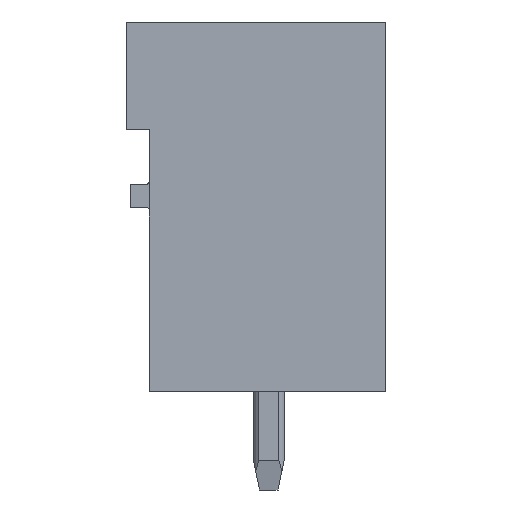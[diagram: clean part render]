
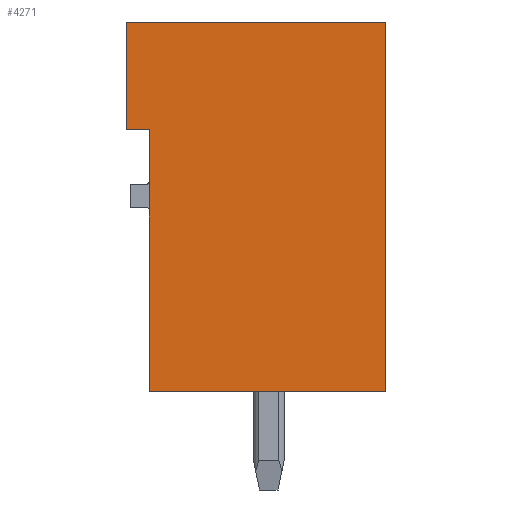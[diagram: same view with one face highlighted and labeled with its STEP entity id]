
A CAD part, left-side view. The second image highlights one B-rep face of the part: STEP entity #4271.
In plain terms, the highlighted planar face has unit normal (-1, 0, 0).
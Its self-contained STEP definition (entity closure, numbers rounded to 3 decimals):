
#4261=AXIS2_PLACEMENT_3D('Plane Axis2P3D',#4258,#4259,#4260) ;
#49=CARTESIAN_POINT('Vertex',(0.,0.,15.2)) ;
#52=CARTESIAN_POINT('Line Origine',(0.,0.,9.2)) ;
#56=CARTESIAN_POINT('Vertex',(0.,0.,3.2)) ;
#151=CARTESIAN_POINT('Vertex',(0.,8.43,15.2)) ;
#154=CARTESIAN_POINT('Line Origine',(0.,4.215,15.2)) ;
#867=CARTESIAN_POINT('Vertex',(0.,8.43,11.7)) ;
#870=CARTESIAN_POINT('Line Origine',(0.,8.43,13.45)) ;
#1177=CARTESIAN_POINT('Vertex',(0.,7.68,3.2)) ;
#1180=CARTESIAN_POINT('Line Origine',(0.,7.68,7.45)) ;
#1184=CARTESIAN_POINT('Vertex',(0.,7.68,11.7)) ;
#1561=CARTESIAN_POINT('Line Origine',(0.,3.84,3.2)) ;
#4206=CARTESIAN_POINT('Line Origine',(0.,8.055,11.7)) ;
#4258=CARTESIAN_POINT('Axis2P3D Location',(0.,0.,0.)) ;
#53=DIRECTION('Vector Direction',(0.,0.,-1.)) ;
#155=DIRECTION('Vector Direction',(0.,-1.,0.)) ;
#871=DIRECTION('Vector Direction',(0.,0.,-1.)) ;
#1181=DIRECTION('Vector Direction',(0.,0.,-1.)) ;
#1562=DIRECTION('Vector Direction',(0.,1.,0.)) ;
#4207=DIRECTION('Vector Direction',(0.,-1.,0.)) ;
#4259=DIRECTION('Axis2P3D Direction',(-1.,0.,0.)) ;
#4260=DIRECTION('Axis2P3D XDirection',(0.,0.,1.)) ;
#54=VECTOR('Line Direction',#53,1.) ;
#156=VECTOR('Line Direction',#155,1.) ;
#872=VECTOR('Line Direction',#871,1.) ;
#1182=VECTOR('Line Direction',#1181,1.) ;
#1563=VECTOR('Line Direction',#1562,1.) ;
#4208=VECTOR('Line Direction',#4207,1.) ;
#4264=ORIENTED_EDGE('',*,*,#158,.T.) ;
#4265=ORIENTED_EDGE('',*,*,#874,.T.) ;
#4266=ORIENTED_EDGE('',*,*,#4210,.T.) ;
#4267=ORIENTED_EDGE('',*,*,#1186,.T.) ;
#4268=ORIENTED_EDGE('',*,*,#1565,.T.) ;
#4269=ORIENTED_EDGE('',*,*,#58,.T.) ;
#4271=ADVANCED_FACE('HOUSING',(#4270),#4262,.T.) ;
#58=EDGE_CURVE('',#57,#50,#55,.F.) ;
#158=EDGE_CURVE('',#50,#152,#157,.F.) ;
#874=EDGE_CURVE('',#152,#868,#873,.T.) ;
#1186=EDGE_CURVE('',#1185,#1178,#1183,.T.) ;
#1565=EDGE_CURVE('',#1178,#57,#1564,.F.) ;
#4210=EDGE_CURVE('',#868,#1185,#4209,.T.) ;
#4263=EDGE_LOOP('',(#4264,#4265,#4266,#4267,#4268,#4269)) ;
#4270=FACE_OUTER_BOUND('',#4263,.T.) ;
#55=LINE('Line',#52,#54) ;
#157=LINE('Line',#154,#156) ;
#873=LINE('Line',#870,#872) ;
#1183=LINE('Line',#1180,#1182) ;
#1564=LINE('Line',#1561,#1563) ;
#4209=LINE('Line',#4206,#4208) ;
#4262=PLANE('',#4261) ;
#50=VERTEX_POINT('',#49) ;
#57=VERTEX_POINT('',#56) ;
#152=VERTEX_POINT('',#151) ;
#868=VERTEX_POINT('',#867) ;
#1178=VERTEX_POINT('',#1177) ;
#1185=VERTEX_POINT('',#1184) ;
